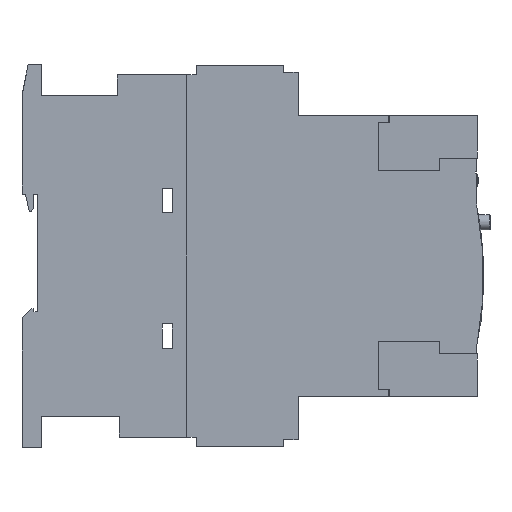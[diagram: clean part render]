
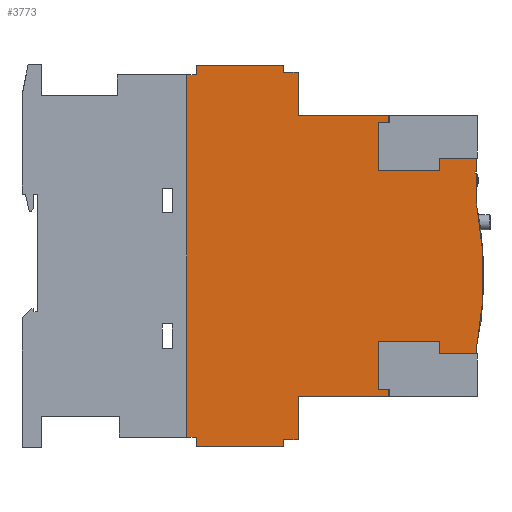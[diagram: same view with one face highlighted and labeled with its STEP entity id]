
A CAD part, left-side view. The second image highlights one B-rep face of the part: STEP entity #3773.
In plain terms, the highlighted planar face has unit normal (-1, 0, 0).
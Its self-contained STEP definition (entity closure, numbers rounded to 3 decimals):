
#3291=EDGE_CURVE('',#4385,#8155,#9793,.T.);
#3349=EDGE_CURVE('',#6467,#7089,#9858,.T.);
#3381=VERTEX_POINT('',#9895);
#3547=EDGE_CURVE('',#9009,#5741,#10074,.T.);
#3655=VERTEX_POINT('',#10190);
#3659=VERTEX_POINT('',#10195);
#3773=ADVANCED_FACE('',(#10323),#10324,.F.);
#3979=EDGE_CURVE('',#4519,#9439,#10547,.T.);
#4349=EDGE_CURVE('',#7981,#3381,#10957,.T.);
#4385=VERTEX_POINT('',#10997);
#4519=VERTEX_POINT('',#11147);
#4767=VERTEX_POINT('',#11422);
#4801=EDGE_CURVE('',#3381,#5421,#11457,.T.);
#5057=EDGE_CURVE('',#7561,#7123,#11745,.T.);
#5179=VERTEX_POINT('',#11879);
#5197=VERTEX_POINT('',#11899);
#5421=VERTEX_POINT('',#12145);
#5467=VERTEX_POINT('',#12194);
#5539=EDGE_CURVE('',#6657,#5847,#12270,.T.);
#5581=EDGE_CURVE('',#5467,#9159,#12314,.T.);
#5585=EDGE_CURVE('',#7313,#7101,#12318,.T.);
#5741=VERTEX_POINT('',#12485);
#5773=VERTEX_POINT('',#12518);
#5777=VERTEX_POINT('',#12522);
#5789=VERTEX_POINT('',#12538);
#5847=VERTEX_POINT('',#12600);
#5849=EDGE_CURVE('',#5197,#9009,#12602,.T.);
#5967=EDGE_CURVE('',#5789,#6657,#12736,.T.);
#5987=EDGE_CURVE('',#7089,#4385,#12758,.T.);
#6141=EDGE_CURVE('',#5741,#6373,#12939,.T.);
#6187=EDGE_CURVE('',#5773,#5197,#12989,.T.);
#6213=VERTEX_POINT('',#13016);
#6259=VERTEX_POINT('',#13065);
#6373=VERTEX_POINT('',#13190);
#6387=EDGE_CURVE('',#8155,#6213,#13206,.T.);
#6467=VERTEX_POINT('',#13299);
#6605=VERTEX_POINT('',#13449);
#6657=VERTEX_POINT('',#13505);
#6685=EDGE_CURVE('',#5179,#7313,#13534,.T.);
#6697=EDGE_CURVE('',#7561,#7101,#13546,.T.);
#6933=EDGE_CURVE('',#9159,#5179,#13803,.T.);
#6955=EDGE_CURVE('',#5847,#5777,#13827,.T.);
#7089=VERTEX_POINT('',#13973);
#7101=VERTEX_POINT('',#13986);
#7123=VERTEX_POINT('',#14009);
#7279=VERTEX_POINT('',#14181);
#7313=VERTEX_POINT('',#14220);
#7411=EDGE_CURVE('',#7279,#3659,#14327,.T.);
#7455=EDGE_CURVE('',#7123,#7981,#14382,.T.);
#7561=VERTEX_POINT('',#14500);
#7583=EDGE_CURVE('',#9439,#4767,#14526,.T.);
#7617=EDGE_CURVE('',#5777,#4519,#14566,.T.);
#7981=VERTEX_POINT('',#14977);
#8155=VERTEX_POINT('',#15166);
#8349=EDGE_CURVE('',#4767,#3655,#15376,.T.);
#8385=EDGE_CURVE('',#5421,#5789,#15415,.T.);
#8459=EDGE_CURVE('',#6373,#5467,#15491,.T.);
#8709=EDGE_CURVE('',#3659,#6467,#15765,.T.);
#9009=VERTEX_POINT('',#16093);
#9159=VERTEX_POINT('',#16256);
#9175=VERTEX_POINT('',#16273);
#9195=EDGE_CURVE('',#9175,#6605,#16296,.T.);
#9245=EDGE_CURVE('',#9501,#5773,#16348,.T.);
#9269=EDGE_CURVE('',#3655,#7279,#16375,.T.);
#9383=EDGE_CURVE('',#6605,#6259,#16507,.T.);
#9439=VERTEX_POINT('',#16572);
#9501=VERTEX_POINT('',#16643);
#9541=EDGE_CURVE('',#6259,#9501,#16688,.T.);
#9639=EDGE_CURVE('',#6213,#9175,#16793,.T.);
#9793=LINE('',#16955,#16956);
#9858=LINE('',#17042,#17043);
#9895=CARTESIAN_POINT('',(-22.5,-148.15,27.6));
#10074=LINE('',#17350,#17351);
#10190=CARTESIAN_POINT('',(-22.5,-90.3,46.0));
#10195=CARTESIAN_POINT('',(-22.5,-85.5,60.0));
#10323=FACE_OUTER_BOUND('',#17721,.T.);
#10324=PLANE('',#17722);
#10547=LINE('',#18061,#18062);
#10957=LINE('',#18631,#18632);
#10997=CARTESIAN_POINT('',(-22.5,-57.0,59.2));
#11147=CARTESIAN_POINT('',(-22.5,-116.45,43.55));
#11422=CARTESIAN_POINT('',(-22.5,-119.95,46.0));
#11457=LINE('',#19437,#19438);
#11745=LINE('',#19839,#19840);
#11879=CARTESIAN_POINT('',(-22.5,-136.45,-32.0));
#11899=CARTESIAN_POINT('',(-22.5,-90.3,-46.0));
#12145=CARTESIAN_POINT('',(-22.5,-148.75,27.6));
#12194=CARTESIAN_POINT('',(-22.5,-116.45,-28.0));
#12270=LINE('',#20649,#20650);
#12314=LINE('',#20719,#20720);
#12318=LINE('',#20725,#20726);
#12485=CARTESIAN_POINT('',(-22.5,-119.95,-43.55));
#12518=CARTESIAN_POINT('',(-22.5,-90.3,-60.0));
#12522=CARTESIAN_POINT('',(-22.5,-116.45,28.0));
#12538=CARTESIAN_POINT('',(-22.5,-148.75,32.0));
#12600=CARTESIAN_POINT('',(-22.5,-136.45,28.0));
#12602=LINE('',#21201,#21202);
#12736=LINE('',#21412,#21413);
#12758=LINE('',#21448,#21449);
#12939=LINE('',#21684,#21685);
#12989=LINE('',#21752,#21753);
#13016=CARTESIAN_POINT('',(-22.5,-53.8,-59.2));
#13065=CARTESIAN_POINT('',(-22.5,-85.5,-62.4));
#13190=CARTESIAN_POINT('',(-22.5,-116.45,-43.55));
#13206=LINE('',#22058,#22059);
#13299=CARTESIAN_POINT('',(-22.5,-85.5,62.4));
#13449=CARTESIAN_POINT('',(-22.5,-57.0,-62.4));
#13505=CARTESIAN_POINT('',(-22.5,-136.45,32.0));
#13534=LINE('',#22524,#22525);
#13546=CIRCLE('',#22541,119.966);
#13803=LINE('',#22910,#22911);
#13827=LINE('',#22948,#22949);
#13973=CARTESIAN_POINT('',(-22.5,-57.0,62.4));
#13986=CARTESIAN_POINT('',(-22.5,-148.75,-29.0));
#14009=CARTESIAN_POINT('',(-22.5,-148.75,27.1));
#14181=CARTESIAN_POINT('',(-22.5,-90.3,60.0));
#14220=CARTESIAN_POINT('',(-22.5,-148.75,-32.0));
#14327=LINE('',#23678,#23679);
#14382=LINE('',#23754,#23755);
#14500=CARTESIAN_POINT('',(-22.5,-148.75,16.0));
#14526=LINE('',#23960,#23961);
#14566=LINE('',#24047,#24048);
#14977=CARTESIAN_POINT('',(-22.5,-148.15,27.1));
#15166=CARTESIAN_POINT('',(-22.5,-53.8,59.2));
#15376=LINE('',#25243,#25244);
#15415=LINE('',#25298,#25299);
#15491=LINE('',#25417,#25418);
#15765=LINE('',#25820,#25821);
#16093=CARTESIAN_POINT('',(-22.5,-119.95,-46.0));
#16256=CARTESIAN_POINT('',(-22.5,-136.45,-28.0));
#16273=CARTESIAN_POINT('',(-22.5,-57.0,-59.2));
#16296=LINE('',#26589,#26590);
#16348=LINE('',#26668,#26669);
#16375=LINE('',#26700,#26701);
#16507=LINE('',#26893,#26894);
#16572=CARTESIAN_POINT('',(-22.5,-119.95,43.55));
#16643=CARTESIAN_POINT('',(-22.5,-85.5,-60.0));
#16688=LINE('',#27138,#27139);
#16793=LINE('',#27292,#27293);
#16955=CARTESIAN_POINT('',(-22.5,-57.0,59.2));
#16956=VECTOR('',#27507,1.0);
#17042=CARTESIAN_POINT('',(-22.5,-85.5,62.4));
#17043=VECTOR('',#27582,1.0);
#17350=CARTESIAN_POINT('',(-22.5,-119.95,-46.0));
#17351=VECTOR('',#27808,1.0);
#17721=EDGE_LOOP('',(#28071,#28072,#28073,#28074,#28075,#28076,#28077,#28078,#28079,#28080,#28081,#28082,#28083,#28084,#28085,#28086,#28087,#28088,#28089,#28090,#28091,#28092,#28093,#28094,#28095,#28096,#28097,#28098,#28099,#28100,#28101,#28102,#28103,#28104));
#17722=AXIS2_PLACEMENT_3D('',#28105,#28106,#28107);
#18061=CARTESIAN_POINT('',(-22.5,-116.45,43.55));
#18062=VECTOR('',#28307,1.0);
#18631=CARTESIAN_POINT('',(-22.5,-148.15,27.1));
#18632=VECTOR('',#28758,1.0);
#19437=CARTESIAN_POINT('',(-22.5,-148.15,27.6));
#19438=VECTOR('',#29314,1.0);
#19839=CARTESIAN_POINT('',(-22.5,-148.75,16.0));
#19840=VECTOR('',#29694,1.0);
#20649=CARTESIAN_POINT('',(-22.5,-136.45,32.0));
#20650=VECTOR('',#30216,1.0);
#20719=CARTESIAN_POINT('',(-22.5,-116.45,-28.0));
#20720=VECTOR('',#30266,1.0);
#20725=CARTESIAN_POINT('',(-22.5,-148.75,-32.0));
#20726=VECTOR('',#30267,1.0);
#21201=CARTESIAN_POINT('',(-22.5,-90.3,-46.0));
#21202=VECTOR('',#30517,1.0);
#21412=CARTESIAN_POINT('',(-22.5,-148.75,32.0));
#21413=VECTOR('',#30675,1.0);
#21448=CARTESIAN_POINT('',(-22.5,-57.0,62.4));
#21449=VECTOR('',#30698,1.0);
#21684=CARTESIAN_POINT('',(-22.5,-119.95,-43.55));
#21685=VECTOR('',#30972,1.0);
#21752=CARTESIAN_POINT('',(-22.5,-90.3,-60.0));
#21753=VECTOR('',#31042,1.0);
#22058=CARTESIAN_POINT('',(-22.5,-53.8,59.2));
#22059=VECTOR('',#31245,1.0);
#22524=CARTESIAN_POINT('',(-22.5,-136.45,-32.0));
#22525=VECTOR('',#31573,1.0);
#22541=AXIS2_PLACEMENT_3D('',#31578,#31579,#31580);
#22910=CARTESIAN_POINT('',(-22.5,-136.45,-28.0));
#22911=VECTOR('',#31833,1.0);
#22948=CARTESIAN_POINT('',(-22.5,-136.45,28.0));
#22949=VECTOR('',#31856,1.0);
#23678=CARTESIAN_POINT('',(-22.5,-90.3,60.0));
#23679=VECTOR('',#32397,1.0);
#23754=CARTESIAN_POINT('',(-22.5,-148.75,27.1));
#23755=VECTOR('',#32460,1.0);
#23960=CARTESIAN_POINT('',(-22.5,-119.95,43.55));
#23961=VECTOR('',#32624,1.0);
#24047=CARTESIAN_POINT('',(-22.5,-116.45,28.0));
#24048=VECTOR('',#32693,1.0);
#25243=CARTESIAN_POINT('',(-22.5,-119.95,46.0));
#25244=VECTOR('',#33554,1.0);
#25298=CARTESIAN_POINT('',(-22.5,-148.75,27.6));
#25299=VECTOR('',#33591,1.0);
#25417=CARTESIAN_POINT('',(-22.5,-116.45,-43.55));
#25418=VECTOR('',#33636,1.0);
#25820=CARTESIAN_POINT('',(-22.5,-85.5,60.0));
#25821=VECTOR('',#33898,1.0);
#26589=CARTESIAN_POINT('',(-22.5,-57.0,-59.2));
#26590=VECTOR('',#34411,1.0);
#26668=CARTESIAN_POINT('',(-22.5,-85.5,-60.0));
#26669=VECTOR('',#34448,1.0);
#26700=CARTESIAN_POINT('',(-22.5,-90.3,46.0));
#26701=VECTOR('',#34482,1.0);
#26893=CARTESIAN_POINT('',(-22.5,-57.0,-62.4));
#26894=VECTOR('',#34713,1.0);
#27138=CARTESIAN_POINT('',(-22.5,-85.5,-62.4));
#27139=VECTOR('',#34949,1.0);
#27292=CARTESIAN_POINT('',(-22.5,-53.8,-59.2));
#27293=VECTOR('',#35045,1.0);
#27507=DIRECTION('',(0.0,1.0,0.0));
#27582=DIRECTION('',(0.0,1.0,0.0));
#27808=DIRECTION('',(0.0,0.0,1.0));
#28071=ORIENTED_EDGE('',*,*,#9269,.T.);
#28072=ORIENTED_EDGE('',*,*,#7411,.T.);
#28073=ORIENTED_EDGE('',*,*,#8709,.T.);
#28074=ORIENTED_EDGE('',*,*,#3349,.T.);
#28075=ORIENTED_EDGE('',*,*,#5987,.T.);
#28076=ORIENTED_EDGE('',*,*,#3291,.T.);
#28077=ORIENTED_EDGE('',*,*,#6387,.T.);
#28078=ORIENTED_EDGE('',*,*,#9639,.T.);
#28079=ORIENTED_EDGE('',*,*,#9195,.T.);
#28080=ORIENTED_EDGE('',*,*,#9383,.T.);
#28081=ORIENTED_EDGE('',*,*,#9541,.T.);
#28082=ORIENTED_EDGE('',*,*,#9245,.T.);
#28083=ORIENTED_EDGE('',*,*,#6187,.T.);
#28084=ORIENTED_EDGE('',*,*,#5849,.T.);
#28085=ORIENTED_EDGE('',*,*,#3547,.T.);
#28086=ORIENTED_EDGE('',*,*,#6141,.T.);
#28087=ORIENTED_EDGE('',*,*,#8459,.T.);
#28088=ORIENTED_EDGE('',*,*,#5581,.T.);
#28089=ORIENTED_EDGE('',*,*,#6933,.T.);
#28090=ORIENTED_EDGE('',*,*,#6685,.T.);
#28091=ORIENTED_EDGE('',*,*,#5585,.T.);
#28092=ORIENTED_EDGE('',*,*,#6697,.F.);
#28093=ORIENTED_EDGE('',*,*,#5057,.T.);
#28094=ORIENTED_EDGE('',*,*,#7455,.T.);
#28095=ORIENTED_EDGE('',*,*,#4349,.T.);
#28096=ORIENTED_EDGE('',*,*,#4801,.T.);
#28097=ORIENTED_EDGE('',*,*,#8385,.T.);
#28098=ORIENTED_EDGE('',*,*,#5967,.T.);
#28099=ORIENTED_EDGE('',*,*,#5539,.T.);
#28100=ORIENTED_EDGE('',*,*,#6955,.T.);
#28101=ORIENTED_EDGE('',*,*,#7617,.T.);
#28102=ORIENTED_EDGE('',*,*,#3979,.T.);
#28103=ORIENTED_EDGE('',*,*,#7583,.T.);
#28104=ORIENTED_EDGE('',*,*,#8349,.T.);
#28105=CARTESIAN_POINT('',(-22.5,-96.943,0.066));
#28106=DIRECTION('',(1.0,0.0,-0.0));
#28107=DIRECTION('',(0.0,0.0,1.0));
#28307=DIRECTION('',(0.0,-1.0,0.0));
#28758=DIRECTION('',(0.0,0.0,1.0));
#29314=DIRECTION('',(0.0,-1.0,0.0));
#29694=DIRECTION('',(0.0,0.0,1.0));
#30216=DIRECTION('',(0.0,0.0,-1.0));
#30266=DIRECTION('',(0.0,-1.0,0.0));
#30267=DIRECTION('',(0.0,0.0,1.0));
#30517=DIRECTION('',(0.0,-1.0,0.0));
#30675=DIRECTION('',(0.0,1.0,0.0));
#30698=DIRECTION('',(0.0,0.0,-1.0));
#30972=DIRECTION('',(0.0,1.0,0.0));
#31042=DIRECTION('',(0.0,0.0,1.0));
#31245=DIRECTION('',(0.0,0.0,-1.0));
#31573=DIRECTION('',(0.0,-1.0,0.0));
#31578=CARTESIAN_POINT('',(-22.5,-30.913,-6.5));
#31579=DIRECTION('',(1.0,0.0,0.0));
#31580=DIRECTION('',(0.0,-0.982,0.188));
#31833=DIRECTION('',(0.0,0.0,-1.0));
#31856=DIRECTION('',(0.0,1.0,0.0));
#32397=DIRECTION('',(0.0,1.0,0.0));
#32460=DIRECTION('',(0.0,1.0,0.0));
#32624=DIRECTION('',(0.0,0.0,1.0));
#32693=DIRECTION('',(0.0,0.0,1.0));
#33554=DIRECTION('',(0.0,1.0,0.0));
#33591=DIRECTION('',(0.0,0.0,1.0));
#33636=DIRECTION('',(0.0,0.0,1.0));
#33898=DIRECTION('',(0.0,0.0,1.0));
#34411=DIRECTION('',(0.0,0.0,-1.0));
#34448=DIRECTION('',(0.0,-1.0,0.0));
#34482=DIRECTION('',(0.0,0.0,1.0));
#34713=DIRECTION('',(0.0,-1.0,0.0));
#34949=DIRECTION('',(0.0,0.0,1.0));
#35045=DIRECTION('',(0.0,-1.0,0.0));
